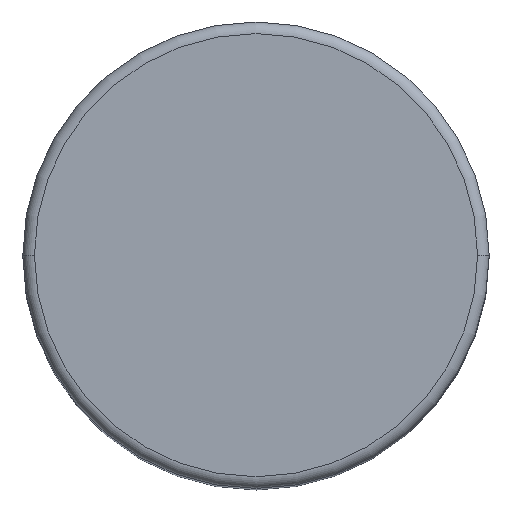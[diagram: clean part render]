
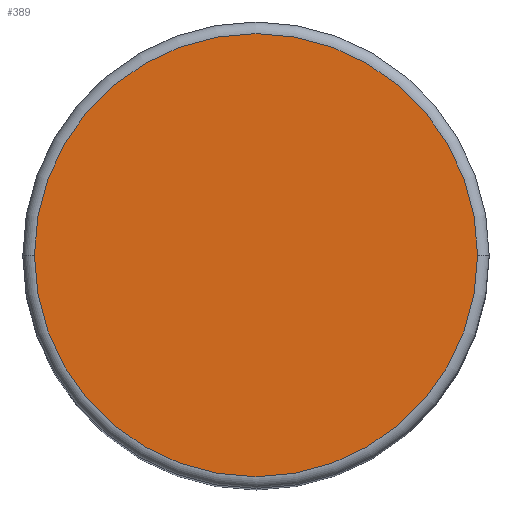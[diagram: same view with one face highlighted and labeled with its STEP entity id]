
A CAD part, top view. The second image highlights one B-rep face of the part: STEP entity #389.
In plain terms, the highlighted planar face has unit normal (0, 0, 1).
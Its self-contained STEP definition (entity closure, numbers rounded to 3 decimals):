
#141=CARTESIAN_POINT('',(0.,0.,16.));
#142=DIRECTION('',(0.,0.,1.));
#143=DIRECTION('',(1.,0.,0.));
#144=AXIS2_PLACEMENT_3D('',#141,#142,#143);
#146=CARTESIAN_POINT('',(0.,0.,16.));
#147=DIRECTION('',(0.,0.,1.));
#148=DIRECTION('',(-1.,0.,0.));
#149=AXIS2_PLACEMENT_3D('',#146,#147,#148);
#178=CARTESIAN_POINT('',(3.8,0.,16.));
#179=CARTESIAN_POINT('',(-3.8,0.,16.));
#180=VERTEX_POINT('',#178);
#181=VERTEX_POINT('',#179);
#379=CARTESIAN_POINT('',(0.,0.,16.));
#380=DIRECTION('',(0.,0.,1.));
#381=DIRECTION('',(1.,0.,0.));
#382=AXIS2_PLACEMENT_3D('',#379,#380,#381);
#383=PLANE('',#382);
#385=ORIENTED_EDGE('',*,*,#384,.F.);
#386=ORIENTED_EDGE('',*,*,#362,.F.);
#387=EDGE_LOOP('',(#385,#386));
#388=FACE_OUTER_BOUND('',#387,.F.);
#389=ADVANCED_FACE('',(#388),#383,.T.);
#145=CIRCLE('',#144,3.8);
#150=CIRCLE('',#149,3.8);
#362=EDGE_CURVE('',#181,#180,#150,.T.);
#384=EDGE_CURVE('',#180,#181,#145,.T.);
